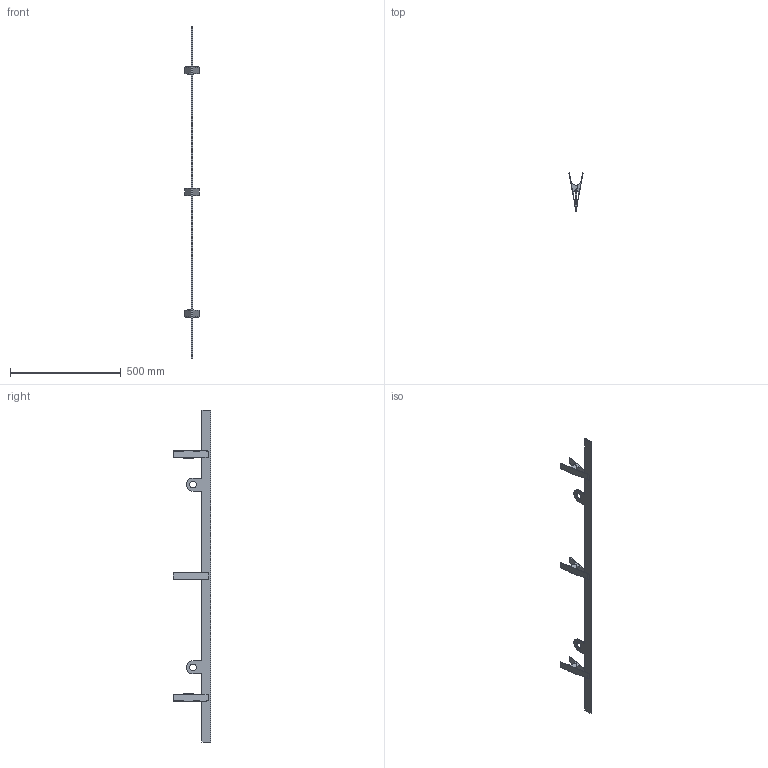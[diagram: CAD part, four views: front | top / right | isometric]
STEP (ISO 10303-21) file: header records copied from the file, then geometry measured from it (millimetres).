
FILE_DESCRIPTION (( 'STEP AP203' ), '1' );
FILE_NAME ('Accrochage plaque V1.STEP', '2021-04-30T09:22:29', ( '' ), ( '' ), 'SwSTEP 2.0', 'SolidWorks 2019', '' );
FILE_SCHEMA (( 'CONFIG_CONTROL_DESIGN' ));
Length unit declared in the file: millimetre
Products named in the file (1): Accrochage plaque V1
Bounding box: 63.35 x 169.72 x 1500 mm (x, y, z)
Volume: 387164.6 mm3; surface area: 354395 mm2
Topology: 1 solids, 1 shells, 225 faces, 633 edges, 394 vertices
Faces by surface type: cylinder 102, plane 90, torus 21, sphere 12
Entity records: 7240 total; most frequent: CARTESIAN_POINT 1532, ORIENTED_EDGE 1218, DIRECTION 1196, EDGE_CURVE 609, AXIS2_PLACEMENT_3D 442, VERTEX_POINT 382, VECTOR 312, LINE 312
